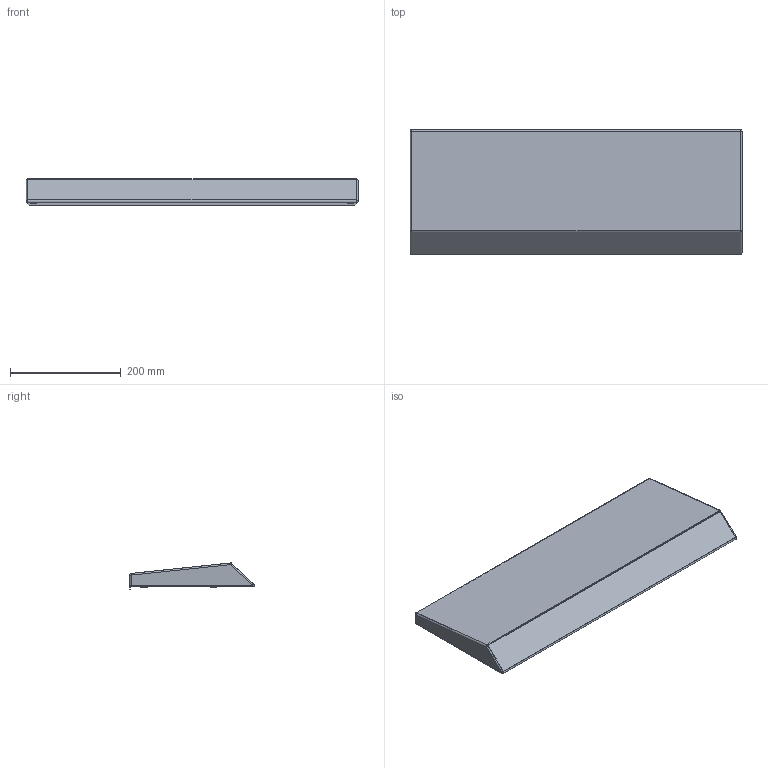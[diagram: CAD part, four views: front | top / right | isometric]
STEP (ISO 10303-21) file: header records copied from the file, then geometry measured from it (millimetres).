
FILE_DESCRIPTION(/* description */ (''),/* implementation_level */ '2;1');
FILE_NAME(/* name */ 'TEJADILLO 6020.stp',/* time_stamp */ '2020-05-26T11:32:47+02:00',/* author */ (''),/* organization */ (''),/* preprocessor_version */ 'ST-DEVELOPER v16.7',/* originating_system */ 'SIEMENS PLM Software NX 12.0',/* authorisation */ '');
FILE_SCHEMA (('AUTOMOTIVE_DESIGN { 1 0 10303 214 3 1 1 1 }'));
Length unit declared in the file: millimetre
Products named in the file (1): TEJADILLO 6020
Bounding box: 600 x 225.37 x 47.35 mm (x, y, z)
Volume: 235613.2 mm3; surface area: 393703 mm2
Topology: 5 solids, 5 shells, 232 faces, 584 edges, 358 vertices
Faces by surface type: plane 154, cone 40, cylinder 26, sphere 12
Full cylindrical faces by diameter (mm): 4.918 x4
Entity records: 6619 total; most frequent: CARTESIAN_POINT 1303, ORIENTED_EDGE 1100, DIRECTION 1052, EDGE_CURVE 550, LINE 370, VECTOR 370, VERTEX_POINT 352, AXIS2_PLACEMENT_3D 341
